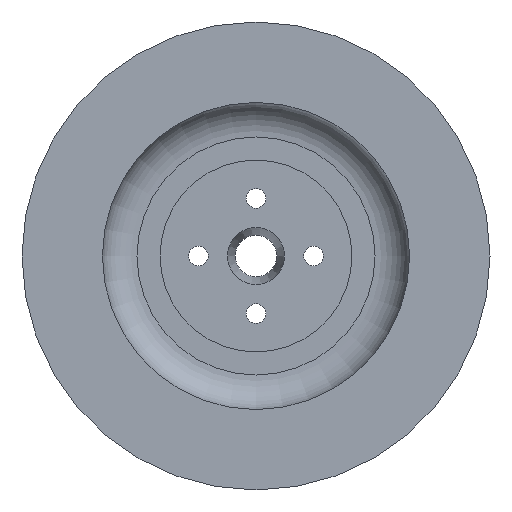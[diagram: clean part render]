
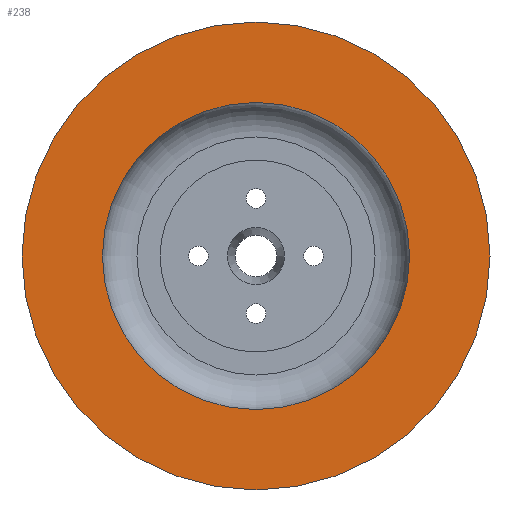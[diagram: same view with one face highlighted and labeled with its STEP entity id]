
A CAD part, left-side view. The second image highlights one B-rep face of the part: STEP entity #238.
In plain terms, the highlighted planar face has unit normal (-1, 0, 0).
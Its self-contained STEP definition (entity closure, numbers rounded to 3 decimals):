
#16=FACE_BOUND('',#63,.T.);
#29=PLANE('',#275);
#46=FACE_OUTER_BOUND('',#62,.T.);
#62=EDGE_LOOP('',(#189));
#63=EDGE_LOOP('',(#190));
#107=CIRCLE('',#272,133.35);
#109=CIRCLE('',#276,203.2);
#128=VERTEX_POINT('',#400);
#130=VERTEX_POINT('',#407);
#150=EDGE_CURVE('',#128,#128,#107,.T.);
#153=EDGE_CURVE('',#130,#130,#109,.T.);
#189=ORIENTED_EDGE('',*,*,#153,.T.);
#190=ORIENTED_EDGE('',*,*,#150,.T.);
#238=ADVANCED_FACE('',(#46,#16),#29,.F.);
#272=AXIS2_PLACEMENT_3D('',#401,#321,#322);
#275=AXIS2_PLACEMENT_3D('',#406,#328,#329);
#276=AXIS2_PLACEMENT_3D('',#408,#330,#331);
#321=DIRECTION('center_axis',(1.,0.,0.));
#322=DIRECTION('ref_axis',(0.,-1.,0.));
#328=DIRECTION('center_axis',(1.,0.,0.));
#329=DIRECTION('ref_axis',(0.,1.,0.));
#330=DIRECTION('center_axis',(-1.,0.,0.));
#331=DIRECTION('ref_axis',(0.,1.,0.));
#400=CARTESIAN_POINT('',(-177.8,873.35,203.2));
#401=CARTESIAN_POINT('Origin',(-177.8,740.,203.2));
#406=CARTESIAN_POINT('Origin',(-177.8,740.,203.2));
#407=CARTESIAN_POINT('',(-177.8,536.8,203.2));
#408=CARTESIAN_POINT('Origin',(-177.8,740.,203.2));
